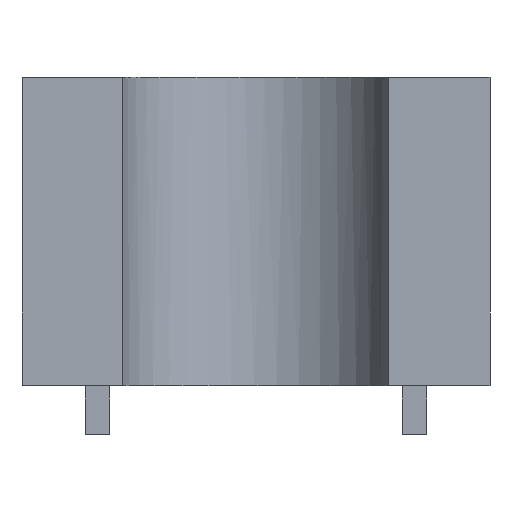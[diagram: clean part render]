
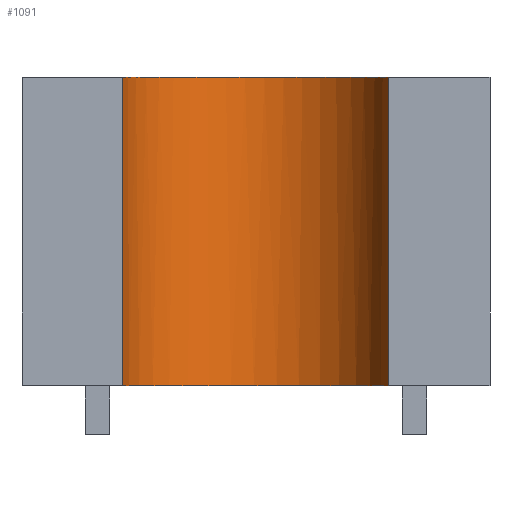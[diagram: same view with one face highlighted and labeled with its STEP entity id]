
A CAD part, front view. The second image highlights one B-rep face of the part: STEP entity #1091.
In plain terms, the highlighted cylindrical face has radius 28 mm (diameter 56 mm), a partial arc.
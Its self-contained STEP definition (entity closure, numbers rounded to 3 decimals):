
#612=AXIS2_PLACEMENT_3D('Circle Axis2P3D',#610,#611,$) ;
#1052=AXIS2_PLACEMENT_3D('Cylinder Axis2P3D',#1049,#1050,#1051) ;
#607=CARTESIAN_POINT('Vertex',(7.482,-66.28,-82.)) ;
#610=CARTESIAN_POINT('Axis2P3D Location',(-19.7,-73.,-82.)) ;
#614=CARTESIAN_POINT('Vertex',(-47.05,-67.,-82.)) ;
#1049=CARTESIAN_POINT('Axis2P3D Location',(-19.7,-73.,-48.)) ;
#1055=CARTESIAN_POINT('Control Point',(-47.05,-67.,-18.745)) ;
#1056=CARTESIAN_POINT('Control Point',(-46.012,-62.269,-18.745)) ;
#1057=CARTESIAN_POINT('Control Point',(-43.951,-57.763,-18.745)) ;
#1058=CARTESIAN_POINT('Control Point',(-40.931,-53.776,-18.745)) ;
#1059=CARTESIAN_POINT('Control Point',(-35.259,-48.971,-18.745)) ;
#1060=CARTESIAN_POINT('Control Point',(-28.479,-46.246,-18.745)) ;
#1061=CARTESIAN_POINT('Control Point',(-26.129,-45.586,-18.745)) ;
#1062=CARTESIAN_POINT('Control Point',(-18.921,-44.384,-18.745)) ;
#1063=CARTESIAN_POINT('Control Point',(-11.578,-45.535,-18.745)) ;
#1064=CARTESIAN_POINT('Control Point',(-6.924,-47.367,-18.745)) ;
#1065=CARTESIAN_POINT('Control Point',(-0.345,-51.814,-18.745)) ;
#1066=CARTESIAN_POINT('Control Point',(4.29,-58.121,-18.745)) ;
#1067=CARTESIAN_POINT('Control Point',(5.712,-60.707,-18.745)) ;
#1068=CARTESIAN_POINT('Control Point',(6.781,-63.448,-18.745)) ;
#1069=CARTESIAN_POINT('Control Point',(7.482,-66.28,-18.745)) ;
#1070=CARTESIAN_POINT('Vertex',(-47.05,-67.,-18.745)) ;
#1072=CARTESIAN_POINT('Vertex',(7.482,-66.28,-18.745)) ;
#1075=CARTESIAN_POINT('Line Origine',(-47.05,-67.,-48.)) ;
#1080=CARTESIAN_POINT('Line Origine',(7.482,-66.28,-48.)) ;
#611=DIRECTION('Axis2P3D Direction',(0.,0.,-1.)) ;
#1050=DIRECTION('Axis2P3D Direction',(0.,0.,-1.)) ;
#1051=DIRECTION('Axis2P3D XDirection',(-0.977,0.214,0.)) ;
#1076=DIRECTION('Vector Direction',(0.,0.,-1.)) ;
#1081=DIRECTION('Vector Direction',(0.,0.,-1.)) ;
#1077=VECTOR('Line Direction',#1076,1.) ;
#1082=VECTOR('Line Direction',#1081,1.) ;
#1086=ORIENTED_EDGE('',*,*,#1074,.F.) ;
#1087=ORIENTED_EDGE('',*,*,#1079,.F.) ;
#1088=ORIENTED_EDGE('',*,*,#616,.T.) ;
#1089=ORIENTED_EDGE('',*,*,#1084,.T.) ;
#1091=ADVANCED_FACE('Surface.178',(#1090),#1053,.F.) ;
#1054=B_SPLINE_CURVE_WITH_KNOTS('',5,(#1055,#1056,#1057,#1058,#1059,#1060,#1061,#1062,#1063,#1064,#1065,#1066,#1067,#1068,#1069),.UNSPECIFIED.,.F.,.U.,(6,3,3,3,6),(0.,34.248,51.372,85.621,106.251),.UNSPECIFIED.) ;
#613=CIRCLE('generated circle',#612,28.) ;
#1053=CYLINDRICAL_SURFACE('generated cylinder',#1052,28.) ;
#616=EDGE_CURVE('',#615,#608,#613,.T.) ;
#1074=EDGE_CURVE('',#1071,#1073,#1054,.T.) ;
#1079=EDGE_CURVE('',#615,#1071,#1078,.F.) ;
#1084=EDGE_CURVE('',#608,#1073,#1083,.F.) ;
#1085=EDGE_LOOP('',(#1086,#1087,#1088,#1089)) ;
#1090=FACE_OUTER_BOUND('',#1085,.T.) ;
#1078=LINE('Line',#1075,#1077) ;
#1083=LINE('Line',#1080,#1082) ;
#608=VERTEX_POINT('',#607) ;
#615=VERTEX_POINT('',#614) ;
#1071=VERTEX_POINT('',#1070) ;
#1073=VERTEX_POINT('',#1072) ;
